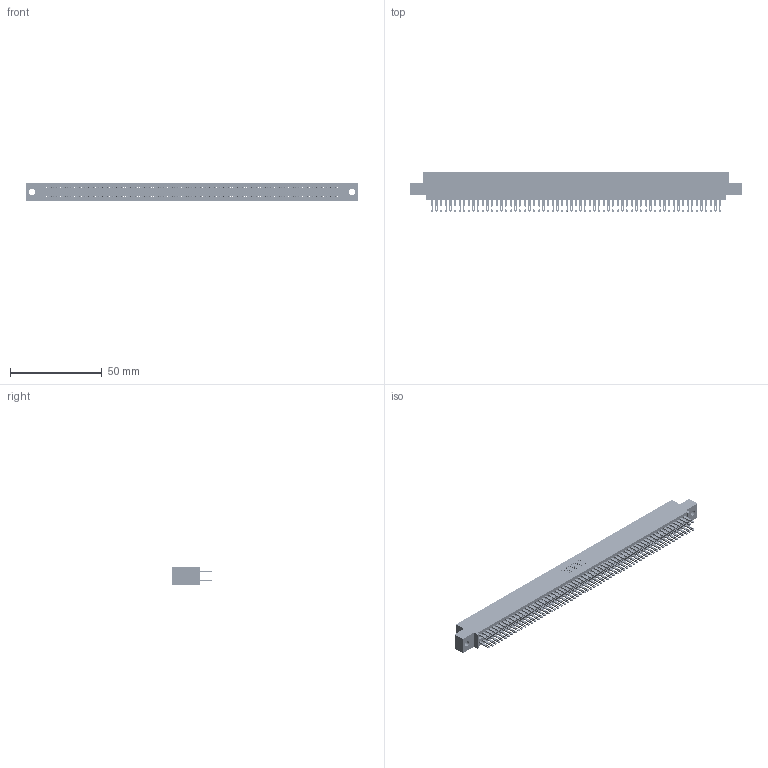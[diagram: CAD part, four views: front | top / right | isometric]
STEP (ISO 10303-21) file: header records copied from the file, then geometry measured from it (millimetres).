
FILE_DESCRIPTION (( 'STEP AP203' ), '1' );
FILE_NAME ('345-126-500-502.STEP', '2018-10-19T12:14:48', ( '' ), ( '' ), 'SwSTEP 2.0', 'SolidWorks 2016', '' );
FILE_SCHEMA (( 'CONFIG_CONTROL_DESIGN' ));
Length unit declared in the file: inch
Products named in the file (3): 345-292-001_345-293-100; 345 Part_0.110 Offset - 0.128 Dia; 345-126-500-502
Assembly tree (127 placements, depth 2):
  345-126-500-502
    345 Part_0.110 Offset - 0.128 Dia
    345-292-001_345-293-100  x126
Bounding box: 181.23 x 21.51 x 9.4 mm (x, y, z)
Volume: 18074.7 mm3; surface area: 28229.4 mm2
Topology: 127 solids, 127 shells, 5926 faces, 18119 edges, 12078 vertices
Faces by surface type: plane 3486, cylinder 2440
Entity records: 46669 total; most frequent: CARTESIAN_POINT 7804, ORIENTED_EDGE 7738, DIRECTION 6857, EDGE_CURVE 3869, VECTOR 3481, LINE 3481, VERTEX_POINT 2578, AXIS2_PLACEMENT_3D 1688
